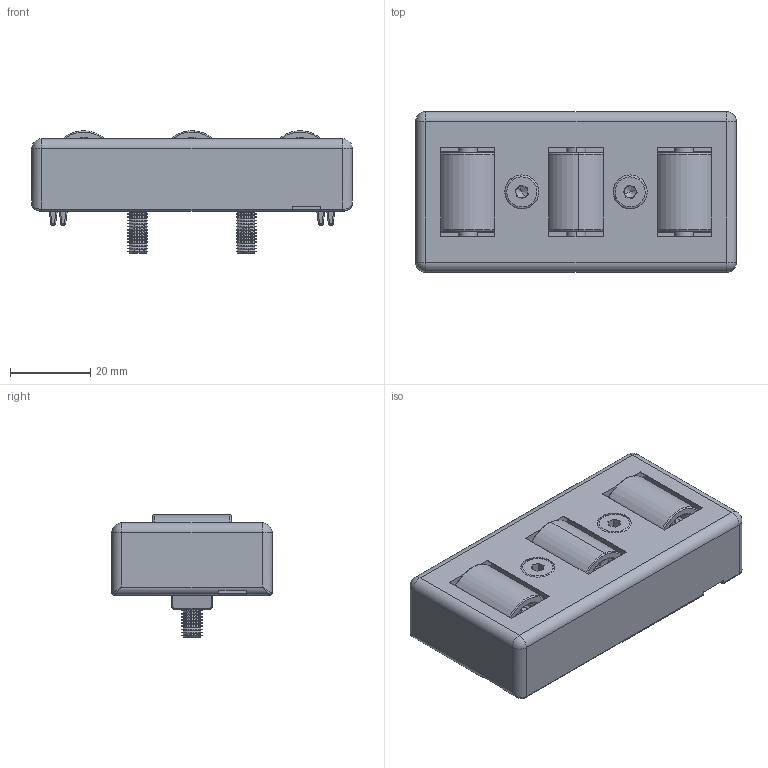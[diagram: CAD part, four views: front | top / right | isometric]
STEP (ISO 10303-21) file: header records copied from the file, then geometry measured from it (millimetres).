
FILE_DESCRIPTION (( 'STEP AP214' ), '1' );
FILE_NAME ('09309302s01.STEP', '2014-08-19T10:22:40', ( '' ), ( '' ), 'SwSTEP 2.0', 'SolidWorks 2014', '' );
FILE_SCHEMA (( 'AUTOMOTIVE_DESIGN' ));
Length unit declared in the file: millimetre
Products named in the file (5): 4din7984m0525m_DIN 7984 - M5 x 25 --- 22.6S; 093093R01_093093r01s01; 093093_09309302r02 - ohne Anschlag - leitf„hig; 093093R02_093 093 r02 s02; 09309302s01
Assembly tree (7 placements, depth 2):
  09309302s01
    093093R02_093 093 r02 s02
    093093_09309302r02 - ohne Anschlag - leitf„hig
    093093R01_093093r01s01  x3
    4din7984m0525m_DIN 7984 - M5 x 25 --- 22.6S  x2
Bounding box: 80 x 40 x 30.49 mm (x, y, z)
Volume: 36266.8 mm3; surface area: 36274 mm2
Topology: 7 solids, 7 shells, 1257 faces, 3417 edges, 2150 vertices
Faces by surface type: cylinder 439, plane 420, cone 244, torus 108, bspline 30, sphere 16
Entity records: 27701 total; most frequent: CARTESIAN_POINT 6014, DIRECTION 4601, ORIENTED_EDGE 4550, EDGE_CURVE 2275, AXIS2_PLACEMENT_3D 1636, VERTEX_POINT 1439, VECTOR 1329, LINE 1329
